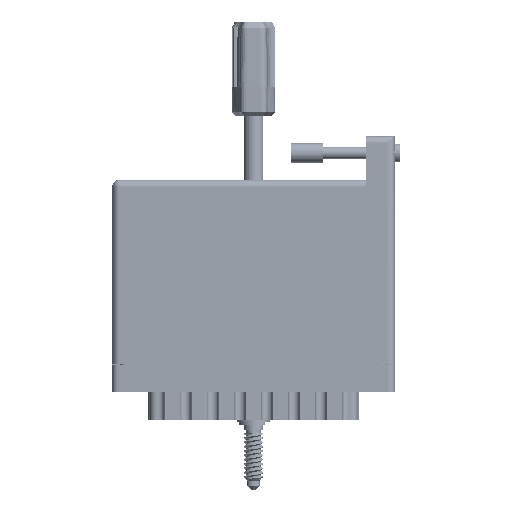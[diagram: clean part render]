
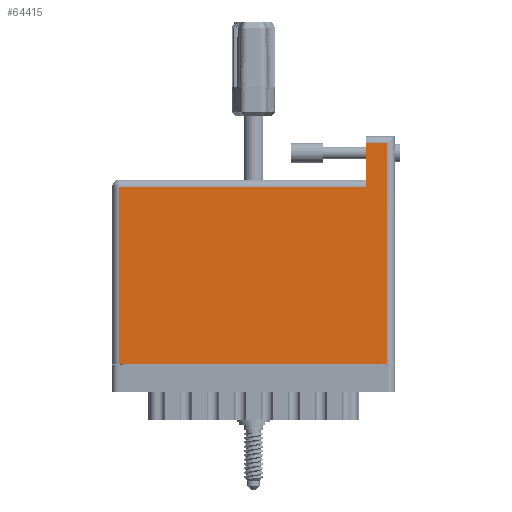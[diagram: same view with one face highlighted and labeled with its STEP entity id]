
A CAD part, front view. The second image highlights one B-rep face of the part: STEP entity #64415.
In plain terms, the highlighted face is planar.
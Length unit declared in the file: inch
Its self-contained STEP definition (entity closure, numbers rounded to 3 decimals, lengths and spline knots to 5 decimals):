
#137 = EDGE_CURVE ( 'NONE', #5454, #82264, #68339, .T. ) ;
#380 = PLANE ( 'NONE',  #15908 ) ;
#3144 = ORIENTED_EDGE ( 'NONE', *, *, #65800, .T. ) ;
#5454 = VERTEX_POINT ( 'NONE', #43227 ) ;
#6478 = LINE ( 'NONE', #37841, #57082 ) ;
#7072 = ORIENTED_EDGE ( 'NONE', *, *, #30050, .T. ) ;
#7340 = CARTESIAN_POINT ( 'NONE',  ( 0., 1.775, 0. ) ) ;
#7637 = CARTESIAN_POINT ( 'NONE',  ( 0.07, 1.705, 0. ) ) ;
#10574 = ORIENTED_EDGE ( 'NONE', *, *, #46624, .T. ) ;
#13115 = VERTEX_POINT ( 'NONE', #73087 ) ;
#13472 = EDGE_CURVE ( 'NONE', #60692, #88598, #21017, .T. ) ;
#14459 = VECTOR ( 'NONE', #73079, 39.37008 ) ;
#15908 = AXIS2_PLACEMENT_3D ( 'NONE', #7340, #55485, #69324 ) ;
#17400 = CARTESIAN_POINT ( 'NONE',  ( 0., 1.705, 0. ) ) ;
#21017 = LINE ( 'NONE', #62909, #43650 ) ;
#22672 = EDGE_CURVE ( 'NONE', #13115, #5454, #6478, .T. ) ;
#26636 = DIRECTION ( 'NONE',  ( 1., 0., 0. ) ) ;
#28312 = CARTESIAN_POINT ( 'NONE',  ( 2.438, 2.125, 0. ) ) ;
#30050 = EDGE_CURVE ( 'NONE', #32866, #60692, #62930, .T. ) ;
#31963 = VECTOR ( 'NONE', #81237, 39.37008 ) ;
#32866 = VERTEX_POINT ( 'NONE', #53601 ) ;
#35677 = DIRECTION ( 'NONE',  ( -1., 0., 0. ) ) ;
#37841 = CARTESIAN_POINT ( 'NONE',  ( 2.648, 2.195, 0. ) ) ;
#39959 = ORIENTED_EDGE ( 'NONE', *, *, #13472, .T. ) ;
#42760 = ORIENTED_EDGE ( 'NONE', *, *, #22672, .T. ) ;
#43227 = CARTESIAN_POINT ( 'NONE',  ( 2.648, 2.125, 0. ) ) ;
#43529 = VECTOR ( 'NONE', #35677, 39.37008 ) ;
#43650 = VECTOR ( 'NONE', #48778, 39.37008 ) ;
#46624 = EDGE_CURVE ( 'NONE', #82264, #32866, #85808, .T. ) ;
#47555 = CARTESIAN_POINT ( 'NONE',  ( 2.438, 2.195, 0. ) ) ;
#48778 = DIRECTION ( 'NONE',  ( 0., -1., 0. ) ) ;
#53601 = CARTESIAN_POINT ( 'NONE',  ( 2.438, 1.705, 0. ) ) ;
#55485 = DIRECTION ( 'NONE',  ( 0., 0., -1. ) ) ;
#55535 = CARTESIAN_POINT ( 'NONE',  ( 0., 2.125, 0. ) ) ;
#57082 = VECTOR ( 'NONE', #64340, 39.37008 ) ;
#57232 = VECTOR ( 'NONE', #26636, 39.37008 ) ;
#57334 = ORIENTED_EDGE ( 'NONE', *, *, #137, .T. ) ;
#60692 = VERTEX_POINT ( 'NONE', #7637 ) ;
#62909 = CARTESIAN_POINT ( 'NONE',  ( 0.07, 0., 0. ) ) ;
#62930 = LINE ( 'NONE', #17400, #14459 ) ;
#64340 = DIRECTION ( 'NONE',  ( 0., 1., 0. ) ) ;
#64415 = ADVANCED_FACE ( 'NONE', ( #74686 ), #380, .F. ) ;
#65800 = EDGE_CURVE ( 'NONE', #88598, #13115, #87429, .T. ) ;
#66997 = CARTESIAN_POINT ( 'NONE',  ( 0., 0., 0. ) ) ;
#68339 = LINE ( 'NONE', #55535, #43529 ) ;
#69324 = DIRECTION ( 'NONE',  ( -1., 0., 0. ) ) ;
#73079 = DIRECTION ( 'NONE',  ( -1., 0., 0. ) ) ;
#73087 = CARTESIAN_POINT ( 'NONE',  ( 2.648, 0., 0. ) ) ;
#74686 = FACE_OUTER_BOUND ( 'NONE', #87885, .T. ) ;
#81237 = DIRECTION ( 'NONE',  ( 0., -1., 0. ) ) ;
#82264 = VERTEX_POINT ( 'NONE', #28312 ) ;
#85808 = LINE ( 'NONE', #47555, #31963 ) ;
#87429 = LINE ( 'NONE', #66997, #57232 ) ;
#87885 = EDGE_LOOP ( 'NONE', ( #7072, #39959, #3144, #42760, #57334, #10574 ) ) ;
#88298 = CARTESIAN_POINT ( 'NONE',  ( 0.07, 0., 0. ) ) ;
#88598 = VERTEX_POINT ( 'NONE', #88298 ) ;
